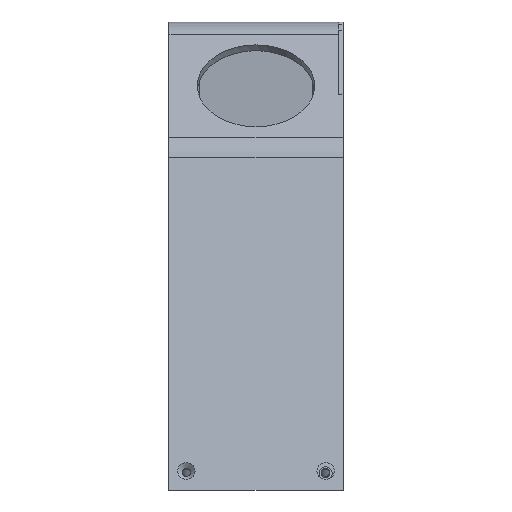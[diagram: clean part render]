
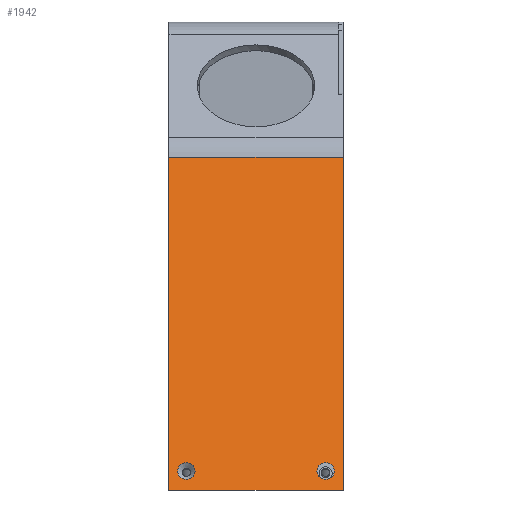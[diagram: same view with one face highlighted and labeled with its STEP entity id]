
A CAD part, front view. The second image highlights one B-rep face of the part: STEP entity #1942.
In plain terms, the highlighted planar face has unit normal (0, -0.966, 0.26).
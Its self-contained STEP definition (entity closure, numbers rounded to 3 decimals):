
#136=FACE_BOUND('',#355,.T.);
#137=FACE_BOUND('',#356,.T.);
#231=FACE_OUTER_BOUND('',#354,.T.);
#354=EDGE_LOOP('',(#1732,#1733,#1734,#1735));
#355=EDGE_LOOP('',(#1736));
#356=EDGE_LOOP('',(#1737));
#426=CIRCLE('',#2138,2.);
#428=CIRCLE('',#2141,2.);
#591=LINE('',#3530,#768);
#595=LINE('',#3542,#772);
#596=LINE('',#3544,#773);
#597=LINE('',#3545,#774);
#768=VECTOR('',#2633,10.);
#772=VECTOR('',#2645,10.);
#773=VECTOR('',#2646,10.);
#774=VECTOR('',#2647,10.);
#953=VERTEX_POINT('',#3527);
#954=VERTEX_POINT('',#3529);
#956=VERTEX_POINT('',#3535);
#958=VERTEX_POINT('',#3541);
#959=VERTEX_POINT('',#3543);
#960=VERTEX_POINT('',#3546);
#1216=EDGE_CURVE('',#953,#954,#591,.T.);
#1219=EDGE_CURVE('',#956,#956,#426,.T.);
#1222=EDGE_CURVE('',#958,#953,#595,.T.);
#1223=EDGE_CURVE('',#958,#959,#596,.T.);
#1224=EDGE_CURVE('',#959,#954,#597,.T.);
#1225=EDGE_CURVE('',#960,#960,#428,.T.);
#1732=ORIENTED_EDGE('',*,*,#1222,.F.);
#1733=ORIENTED_EDGE('',*,*,#1223,.T.);
#1734=ORIENTED_EDGE('',*,*,#1224,.T.);
#1735=ORIENTED_EDGE('',*,*,#1216,.F.);
#1736=ORIENTED_EDGE('',*,*,#1225,.F.);
#1737=ORIENTED_EDGE('',*,*,#1219,.F.);
#1846=PLANE('',#2140);
#1942=ADVANCED_FACE('',(#231,#136,#137),#1846,.T.);
#2138=AXIS2_PLACEMENT_3D('',#3536,#2638,#2639);
#2140=AXIS2_PLACEMENT_3D('',#3540,#2643,#2644);
#2141=AXIS2_PLACEMENT_3D('',#3547,#2648,#2649);
#2633=DIRECTION('',(0.,-0.259,-0.966));
#2638=DIRECTION('center_axis',(0.,-0.966,0.259));
#2639=DIRECTION('ref_axis',(1.,0.,0.));
#2643=DIRECTION('center_axis',(0.,-0.966,0.259));
#2644=DIRECTION('ref_axis',(0.,-0.259,-0.966));
#2645=DIRECTION('',(1.,0.,0.));
#2646=DIRECTION('',(0.,-0.259,-0.966));
#2647=DIRECTION('',(1.,0.,0.));
#2648=DIRECTION('center_axis',(0.,-0.966,0.259));
#2649=DIRECTION('ref_axis',(1.,0.,0.));
#3527=CARTESIAN_POINT('',(40.,-3.958,78.961));
#3529=CARTESIAN_POINT('',(40.,-24.5,2.5));
#3530=CARTESIAN_POINT('',(40.,-3.244,81.621));
#3535=CARTESIAN_POINT('',(2.,-23.332,6.846));
#3536=CARTESIAN_POINT('Origin',(4.,-23.332,6.846));
#3540=CARTESIAN_POINT('Origin',(0.,-3.244,81.621));
#3541=CARTESIAN_POINT('',(0.,-3.958,78.961));
#3542=CARTESIAN_POINT('',(0.,-3.958,78.961));
#3543=CARTESIAN_POINT('',(0.,-24.5,2.5));
#3544=CARTESIAN_POINT('',(0.,-3.244,81.621));
#3545=CARTESIAN_POINT('',(0.,-24.5,2.5));
#3546=CARTESIAN_POINT('',(34.,-23.332,6.846));
#3547=CARTESIAN_POINT('Origin',(36.,-23.332,6.846));
